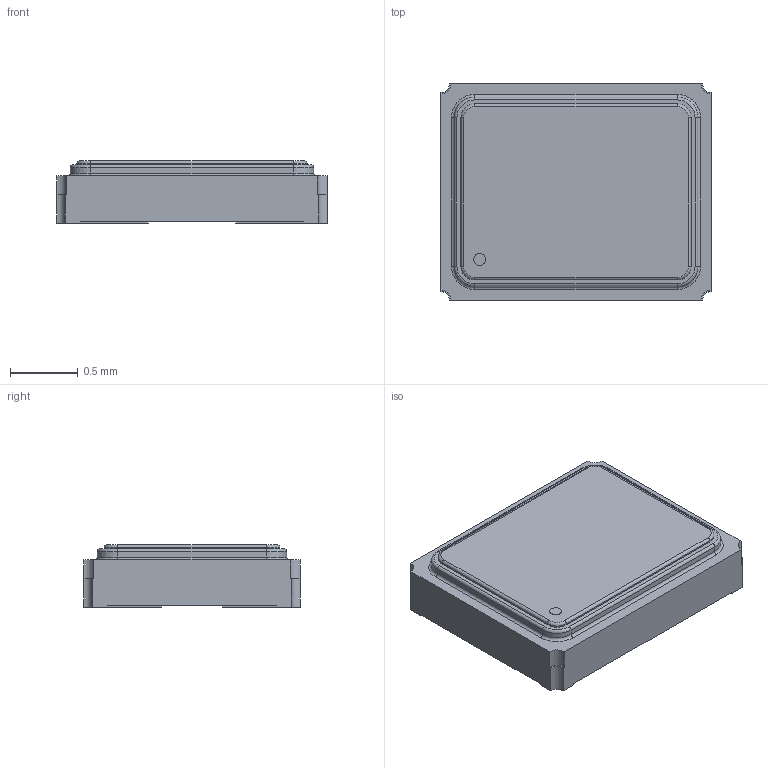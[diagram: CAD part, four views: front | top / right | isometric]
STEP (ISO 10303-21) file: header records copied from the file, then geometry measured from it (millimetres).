
FILE_DESCRIPTION (( 'STEP AP214' ), '1' );
FILE_NAME ('CRYSTAL-SMD_4P-L2.0-W1.6-BL-2.STEP', '2021-09-11T23:52:53', ( '' ), ( '' ), 'SwSTEP 2.0', 'SolidWorks 2018', '' );
FILE_SCHEMA (( 'AUTOMOTIVE_DESIGN' ));
Length unit declared in the file: millimetre
Products named in the file (1): CRYSTAL-SMD_4P-L2.0-W1.6-BL-2
Bounding box: 2 x 1.6 x 0.46 mm (x, y, z)
Volume: 1.4 mm3; surface area: 9.4 mm2
Topology: 1 solids, 1 shells, 151 faces, 393 edges, 254 vertices
Faces by surface type: plane 87, cylinder 38, bspline 14, torus 12
Entity records: 6978 total; most frequent: CARTESIAN_POINT 1597, ORIENTED_EDGE 786, DIRECTION 729, EDGE_CURVE 393, LINE 277, VECTOR 277, VERTEX_POINT 254, AXIS2_PLACEMENT_3D 226
